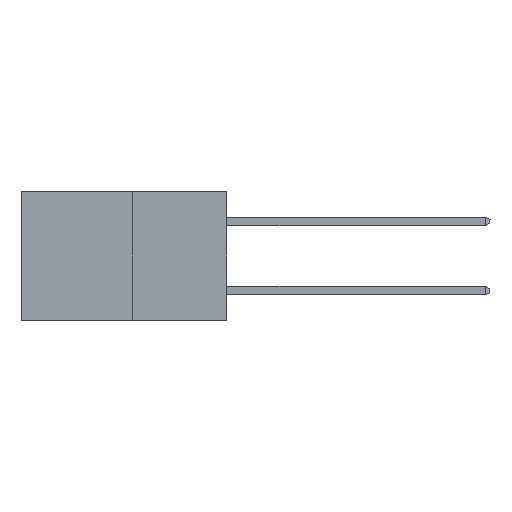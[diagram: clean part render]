
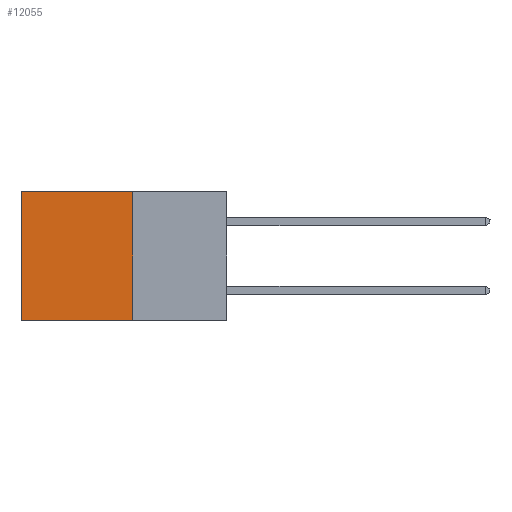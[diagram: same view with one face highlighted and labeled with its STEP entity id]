
A CAD part, left-side view. The second image highlights one B-rep face of the part: STEP entity #12055.
In plain terms, the highlighted planar face has unit normal (-1, 0, 0).
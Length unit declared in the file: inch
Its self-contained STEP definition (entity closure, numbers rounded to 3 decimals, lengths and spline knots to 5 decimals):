
#467 = FACE_OUTER_BOUND ( 'NONE', #8869, .T. ) ;
#656 = VECTOR ( 'NONE', #8935, 39.37008 ) ;
#836 = CARTESIAN_POINT ( 'NONE',  ( 0.277, 0.27, -0.37 ) ) ;
#1549 = VERTEX_POINT ( 'NONE', #5776 ) ;
#1951 = CARTESIAN_POINT ( 'NONE',  ( 0.277, 0.59, 0. ) ) ;
#2041 = VECTOR ( 'NONE', #13149, 39.37008 ) ;
#2088 = VECTOR ( 'NONE', #6563, 39.37008 ) ;
#2094 = PLANE ( 'NONE',  #3684 ) ;
#2383 = VERTEX_POINT ( 'NONE', #7614 ) ;
#3684 = AXIS2_PLACEMENT_3D ( 'NONE', #10202, #4832, #14275 ) ;
#4519 = VECTOR ( 'NONE', #6234, 39.37008 ) ;
#4636 = ORIENTED_EDGE ( 'NONE', *, *, #15525, .T. ) ;
#4832 = DIRECTION ( 'NONE',  ( 1., 0., 0. ) ) ;
#5233 = CARTESIAN_POINT ( 'NONE',  ( 0.277, 0.27, 0. ) ) ;
#5703 = LINE ( 'NONE', #5233, #2088 ) ;
#5776 = CARTESIAN_POINT ( 'NONE',  ( 0.277, 0.27, -0.37 ) ) ;
#6234 = DIRECTION ( 'NONE',  ( 0., 1., 0. ) ) ;
#6548 = ORIENTED_EDGE ( 'NONE', *, *, #14874, .F. ) ;
#6563 = DIRECTION ( 'NONE',  ( 0., 1., 0. ) ) ;
#7614 = CARTESIAN_POINT ( 'NONE',  ( 0.277, 0.27, 0. ) ) ;
#7766 = CARTESIAN_POINT ( 'NONE',  ( 0.277, 0.27, -0.37 ) ) ;
#7838 = LINE ( 'NONE', #14301, #656 ) ;
#8083 = EDGE_CURVE ( 'NONE', #2383, #13421, #5703, .T. ) ;
#8869 = EDGE_LOOP ( 'NONE', ( #4636, #6548, #14657, #11901 ) ) ;
#8935 = DIRECTION ( 'NONE',  ( 0., 0., -1. ) ) ;
#9247 = LINE ( 'NONE', #7766, #2041 ) ;
#9481 = EDGE_CURVE ( 'NONE', #2383, #1549, #9247, .T. ) ;
#10202 = CARTESIAN_POINT ( 'NONE',  ( 0.277, 0.27, -0.37 ) ) ;
#10713 = CARTESIAN_POINT ( 'NONE',  ( 0.277, 0.59, -0.37 ) ) ;
#11250 = LINE ( 'NONE', #836, #4519 ) ;
#11901 = ORIENTED_EDGE ( 'NONE', *, *, #8083, .T. ) ;
#12055 = ADVANCED_FACE ( 'NONE', ( #467 ), #2094, .F. ) ;
#13056 = VERTEX_POINT ( 'NONE', #10713 ) ;
#13149 = DIRECTION ( 'NONE',  ( 0., 0., -1. ) ) ;
#13421 = VERTEX_POINT ( 'NONE', #1951 ) ;
#14275 = DIRECTION ( 'NONE',  ( 0., 0., -1. ) ) ;
#14301 = CARTESIAN_POINT ( 'NONE',  ( 0.277, 0.59, -0.37 ) ) ;
#14657 = ORIENTED_EDGE ( 'NONE', *, *, #9481, .F. ) ;
#14874 = EDGE_CURVE ( 'NONE', #1549, #13056, #11250, .T. ) ;
#15525 = EDGE_CURVE ( 'NONE', #13421, #13056, #7838, .T. ) ;
